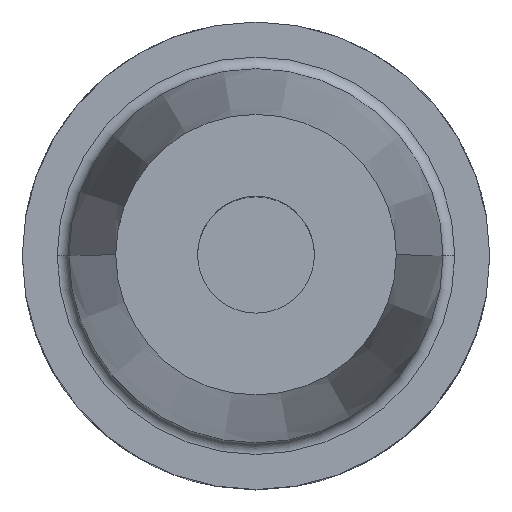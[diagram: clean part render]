
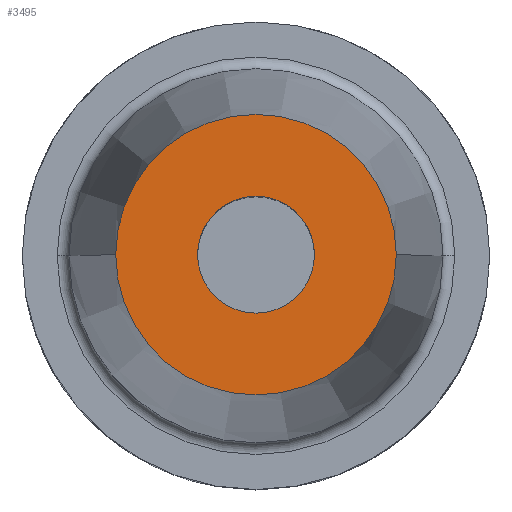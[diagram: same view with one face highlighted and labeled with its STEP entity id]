
A CAD part, top view. The second image highlights one B-rep face of the part: STEP entity #3495.
In plain terms, the highlighted planar face has unit normal (0, 0, 1).
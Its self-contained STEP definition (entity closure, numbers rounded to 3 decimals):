
#166 = EDGE_CURVE ( 'NONE', #4066, #2763, #3207, .T. ) ;
#326 = EDGE_CURVE ( 'NONE', #2763, #4066, #1939, .T. ) ;
#457 = DIRECTION ( 'NONE',  ( 0., 0., -1. ) ) ;
#463 = AXIS2_PLACEMENT_3D ( 'NONE', #4155, #2746, #2377 ) ;
#469 = FACE_BOUND ( 'NONE', #958, .T. ) ;
#511 = CARTESIAN_POINT ( 'NONE',  ( 0., 0., 75. ) ) ;
#554 = CARTESIAN_POINT ( 'NONE',  ( 5., 0., 75. ) ) ;
#603 = AXIS2_PLACEMENT_3D ( 'NONE', #511, #457, #2060 ) ;
#958 = EDGE_LOOP ( 'NONE', ( #2514, #2764 ) ) ;
#1097 = PLANE ( 'NONE',  #4526 ) ;
#1411 = ORIENTED_EDGE ( 'NONE', *, *, #166, .F. ) ;
#1471 = DIRECTION ( 'NONE',  ( 1., 0., 0. ) ) ;
#1577 = AXIS2_PLACEMENT_3D ( 'NONE', #3922, #1822, #4268 ) ;
#1618 = EDGE_CURVE ( 'NONE', #1738, #3339, #3589, .T. ) ;
#1738 = VERTEX_POINT ( 'NONE', #554 ) ;
#1822 = DIRECTION ( 'NONE',  ( 0., 0., -1. ) ) ;
#1898 = AXIS2_PLACEMENT_3D ( 'NONE', #4444, #4399, #4339 ) ;
#1915 = CARTESIAN_POINT ( 'NONE',  ( 12., 0., 75. ) ) ;
#1939 = CIRCLE ( 'NONE', #603, 12. ) ;
#1960 = EDGE_LOOP ( 'NONE', ( #3814, #1411 ) ) ;
#2060 = DIRECTION ( 'NONE',  ( -1., 0., 0. ) ) ;
#2377 = DIRECTION ( 'NONE',  ( -1., 0., 0. ) ) ;
#2514 = ORIENTED_EDGE ( 'NONE', *, *, #2566, .T. ) ;
#2566 = EDGE_CURVE ( 'NONE', #3339, #1738, #4451, .T. ) ;
#2746 = DIRECTION ( 'NONE',  ( 0., 0., -1. ) ) ;
#2763 = VERTEX_POINT ( 'NONE', #2923 ) ;
#2764 = ORIENTED_EDGE ( 'NONE', *, *, #1618, .T. ) ;
#2923 = CARTESIAN_POINT ( 'NONE',  ( -12., 0., 75. ) ) ;
#3207 = CIRCLE ( 'NONE', #1898, 12. ) ;
#3213 = CARTESIAN_POINT ( 'NONE',  ( 0., 12., 75. ) ) ;
#3339 = VERTEX_POINT ( 'NONE', #4500 ) ;
#3495 = ADVANCED_FACE ( 'NONE', ( #469, #4213 ), #1097, .T. ) ;
#3565 = DIRECTION ( 'NONE',  ( 0., 0., 1. ) ) ;
#3589 = CIRCLE ( 'NONE', #463, 5. ) ;
#3814 = ORIENTED_EDGE ( 'NONE', *, *, #326, .F. ) ;
#3922 = CARTESIAN_POINT ( 'NONE',  ( 0., 0., 75. ) ) ;
#4066 = VERTEX_POINT ( 'NONE', #1915 ) ;
#4155 = CARTESIAN_POINT ( 'NONE',  ( 0., 0., 75. ) ) ;
#4213 = FACE_OUTER_BOUND ( 'NONE', #1960, .T. ) ;
#4268 = DIRECTION ( 'NONE',  ( -1., 0., 0. ) ) ;
#4339 = DIRECTION ( 'NONE',  ( -1., 0., 0. ) ) ;
#4399 = DIRECTION ( 'NONE',  ( 0., 0., -1. ) ) ;
#4444 = CARTESIAN_POINT ( 'NONE',  ( 0., 0., 75. ) ) ;
#4451 = CIRCLE ( 'NONE', #1577, 5. ) ;
#4500 = CARTESIAN_POINT ( 'NONE',  ( -5., 0., 75. ) ) ;
#4526 = AXIS2_PLACEMENT_3D ( 'NONE', #3213, #3565, #1471 ) ;
